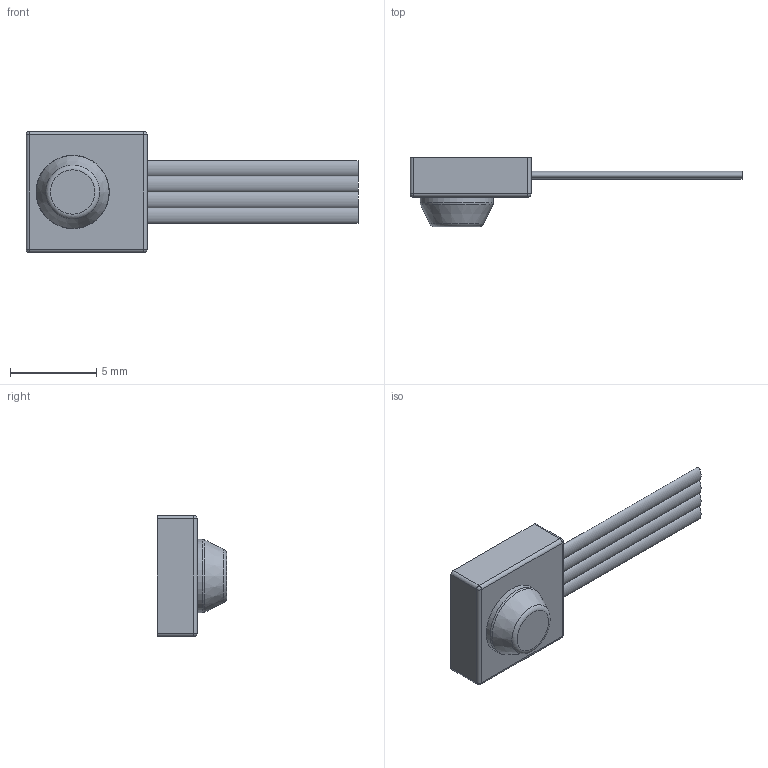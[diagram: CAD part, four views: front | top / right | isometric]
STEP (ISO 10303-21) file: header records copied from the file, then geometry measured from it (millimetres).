
FILE_DESCRIPTION(/* description */ (''),/* implementation_level */ '2;1');
FILE_NAME(/* name */ 'uSPa11.stp',/* time_stamp */ '2025-04-07T18:26:05+09:00',/* author */ ('kolin'),/* organization */ (''),/* preprocessor_version */ 'ST-DEVELOPER v20.1',/* originating_system */ 'Autodesk Inventor 2026',/* authorisation */ '');
FILE_SCHEMA (('AUTOMOTIVE_DESIGN { 1 0 10303 214 3 1 1 }'));
Length unit declared in the file: millimetre
Products named in the file (3): 1x1 assembly; Wires1.0; uSPa11 Inner Silicone
Assembly tree (2 placements, depth 2):
  1x1 assembly
    Wires1.0
    uSPa11 Inner Silicone
Bounding box: 19.2 x 4 x 7 mm (x, y, z)
Volume: 137.2 mm3; surface area: 347.5 mm2
Topology: 5 solids, 5 shells, 51 faces, 110 edges, 66 vertices
Faces by surface type: plane 31, cylinder 9, bspline 4, sphere 4, torus 2, cone 1
Full cylindrical faces by diameter (mm): 4.243 x1
Entity records: 1594 total; most frequent: CARTESIAN_POINT 296, DIRECTION 244, ORIENTED_EDGE 212, EDGE_CURVE 106, AXIS2_PLACEMENT_3D 86, LINE 72, VECTOR 72, VERTEX_POINT 66
